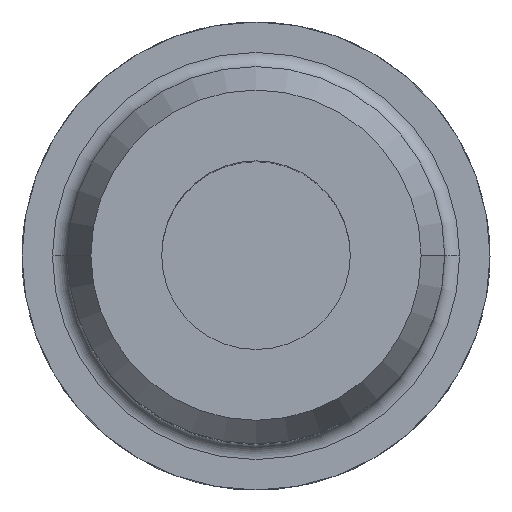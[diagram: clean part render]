
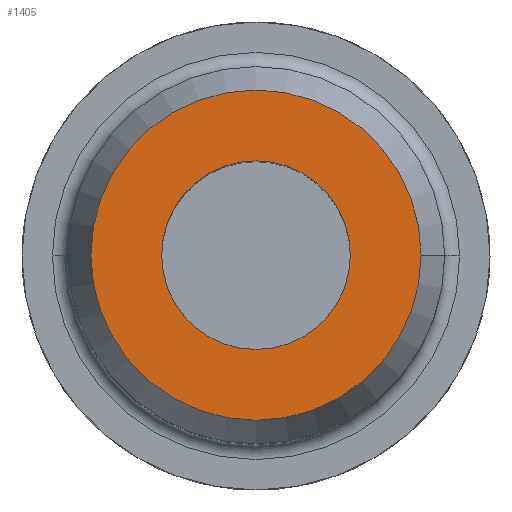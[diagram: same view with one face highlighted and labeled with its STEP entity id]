
A CAD part, top view. The second image highlights one B-rep face of the part: STEP entity #1405.
In plain terms, the highlighted planar face has unit normal (0, 0, 1).
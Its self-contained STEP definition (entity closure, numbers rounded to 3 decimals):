
#2 = PLANE ( 'NONE',  #1426 ) ;
#21 = CIRCLE ( 'NONE', #344, 12.7 ) ;
#41 = DIRECTION ( 'NONE',  ( -1., 0., 0. ) ) ;
#115 = ORIENTED_EDGE ( 'NONE', *, *, #285, .F. ) ;
#123 = EDGE_CURVE ( 'NONE', #1262, #696, #401, .T. ) ;
#135 = AXIS2_PLACEMENT_3D ( 'NONE', #1499, #760, #41 ) ;
#205 = DIRECTION ( 'NONE',  ( -1., 0., 0. ) ) ;
#240 = CARTESIAN_POINT ( 'NONE',  ( 0., 0., 90.488 ) ) ;
#247 = EDGE_CURVE ( 'NONE', #759, #1113, #586, .T. ) ;
#262 = ORIENTED_EDGE ( 'NONE', *, *, #1530, .T. ) ;
#285 = EDGE_CURVE ( 'NONE', #696, #1262, #1198, .T. ) ;
#292 = AXIS2_PLACEMENT_3D ( 'NONE', #240, #1308, #205 ) ;
#297 = AXIS2_PLACEMENT_3D ( 'NONE', #405, #519, #1367 ) ;
#344 = AXIS2_PLACEMENT_3D ( 'NONE', #1376, #646, #1498 ) ;
#350 = ORIENTED_EDGE ( 'NONE', *, *, #123, .F. ) ;
#381 = DIRECTION ( 'NONE',  ( 0., 0., -1. ) ) ;
#401 = CIRCLE ( 'NONE', #297, 22.225 ) ;
#405 = CARTESIAN_POINT ( 'NONE',  ( 0., 0., 90.488 ) ) ;
#485 = CARTESIAN_POINT ( 'NONE',  ( -22.225, 0., 90.488 ) ) ;
#519 = DIRECTION ( 'NONE',  ( 0., 0., -1. ) ) ;
#563 = EDGE_LOOP ( 'NONE', ( #262, #1356 ) ) ;
#586 = CIRCLE ( 'NONE', #135, 12.7 ) ;
#646 = DIRECTION ( 'NONE',  ( 0., 0., -1. ) ) ;
#696 = VERTEX_POINT ( 'NONE', #715 ) ;
#715 = CARTESIAN_POINT ( 'NONE',  ( 22.225, 0., 90.488 ) ) ;
#759 = VERTEX_POINT ( 'NONE', #1589 ) ;
#760 = DIRECTION ( 'NONE',  ( 0., 0., -1. ) ) ;
#1113 = VERTEX_POINT ( 'NONE', #1191 ) ;
#1191 = CARTESIAN_POINT ( 'NONE',  ( -12.7, 0., 90.488 ) ) ;
#1196 = EDGE_LOOP ( 'NONE', ( #350, #115 ) ) ;
#1198 = CIRCLE ( 'NONE', #292, 22.225 ) ;
#1218 = DIRECTION ( 'NONE',  ( -1., 0., 0. ) ) ;
#1262 = VERTEX_POINT ( 'NONE', #485 ) ;
#1308 = DIRECTION ( 'NONE',  ( 0., 0., -1. ) ) ;
#1356 = ORIENTED_EDGE ( 'NONE', *, *, #247, .T. ) ;
#1367 = DIRECTION ( 'NONE',  ( -1., 0., 0. ) ) ;
#1376 = CARTESIAN_POINT ( 'NONE',  ( 0., 0., 90.488 ) ) ;
#1405 = ADVANCED_FACE ( 'NONE', ( #1500, #1466 ), #2, .F. ) ;
#1426 = AXIS2_PLACEMENT_3D ( 'NONE', #1462, #381, #1218 ) ;
#1462 = CARTESIAN_POINT ( 'NONE',  ( 0., 22.225, 90.488 ) ) ;
#1466 = FACE_OUTER_BOUND ( 'NONE', #1196, .T. ) ;
#1498 = DIRECTION ( 'NONE',  ( -1., 0., 0. ) ) ;
#1499 = CARTESIAN_POINT ( 'NONE',  ( 0., 0., 90.488 ) ) ;
#1500 = FACE_BOUND ( 'NONE', #563, .T. ) ;
#1530 = EDGE_CURVE ( 'NONE', #1113, #759, #21, .T. ) ;
#1589 = CARTESIAN_POINT ( 'NONE',  ( 12.7, 0., 90.488 ) ) ;
